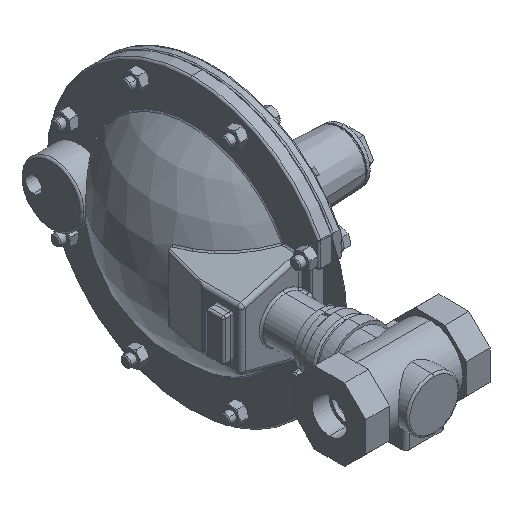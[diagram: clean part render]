
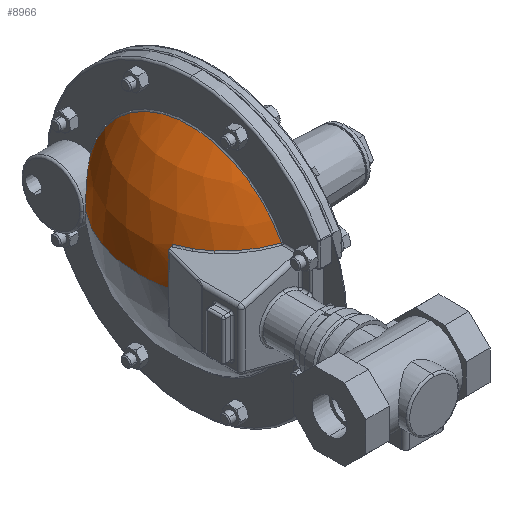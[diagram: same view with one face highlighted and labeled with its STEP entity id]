
A CAD part, isometric view. The second image highlights one B-rep face of the part: STEP entity #8966.
In plain terms, the highlighted spherical face has radius 101.6 mm.
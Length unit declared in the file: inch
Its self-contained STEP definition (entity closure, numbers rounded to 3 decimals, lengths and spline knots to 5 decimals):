
#72 = CARTESIAN_POINT ( 'NONE',  ( 4.64185, 8.09151, 2.57239 ) ) ;
#121 = ORIENTED_EDGE ( 'NONE', *, *, #13180, .F. ) ;
#918 = EDGE_CURVE ( 'NONE', #26020, #21569, #19105, .T. ) ;
#1595 = CARTESIAN_POINT ( 'NONE',  ( 1.54116, 11.46351, 2.58639 ) ) ;
#1704 = DIRECTION ( 'NONE',  ( 0., 0., -1. ) ) ;
#1993 = EDGE_CURVE ( 'NONE', #21569, #21719, #16912, .T. ) ;
#2116 = EDGE_CURVE ( 'NONE', #2243, #21719, #3234, .T. ) ;
#2243 = VERTEX_POINT ( 'NONE', #16723 ) ;
#2275 = ORIENTED_EDGE ( 'NONE', *, *, #1993, .T. ) ;
#2665 = AXIS2_PLACEMENT_3D ( 'NONE', #72, #4698, #1704 ) ;
#2687 = CIRCLE ( 'NONE', #20713, 3.44666 ) ;
#3234 = CIRCLE ( 'NONE', #9722, 4. ) ;
#3906 = AXIS2_PLACEMENT_3D ( 'NONE', #18323, #18382, #18450 ) ;
#4698 = DIRECTION ( 'NONE',  ( 0., -1., 0. ) ) ;
#5258 = CARTESIAN_POINT ( 'NONE',  ( 1.95115, 11.80501, 3.30221 ) ) ;
#5513 = CIRCLE ( 'NONE', #27563, 3.90973 ) ;
#5533 = CARTESIAN_POINT ( 'NONE',  ( 1.91226, 11.7747, 3.27583 ) ) ;
#5821 = CARTESIAN_POINT ( 'NONE',  ( 1.56307, 11.48299, 2.76571 ) ) ;
#5842 = CIRCLE ( 'NONE', #2665, 3.90973 ) ;
#6686 = AXIS2_PLACEMENT_3D ( 'NONE', #11247, #11281, #11212 ) ;
#7233 = CARTESIAN_POINT ( 'NONE',  ( 0.77806, 8.09151, 3.16999 ) ) ;
#7300 = ORIENTED_EDGE ( 'NONE', *, *, #9157, .F. ) ;
#7416 = CARTESIAN_POINT ( 'NONE',  ( 1.55226, 11.4734, 2.71182 ) ) ;
#7634 = CARTESIAN_POINT ( 'NONE',  ( 2.15635, 11.95885, 3.40927 ) ) ;
#7750 = CARTESIAN_POINT ( 'NONE',  ( 1.54291, 11.46507, 2.6286 ) ) ;
#8185 = SPHERICAL_SURFACE ( 'NONE', #24300, 4. ) ;
#8771 = CARTESIAN_POINT ( 'NONE',  ( 1.58594, 11.50316, 2.8443 ) ) ;
#8966 = ADVANCED_FACE ( 'NONE', ( #25662 ), #8185, .T. ) ;
#9157 = EDGE_CURVE ( 'NONE', #25743, #2243, #5513, .T. ) ;
#9220 = ORIENTED_EDGE ( 'NONE', *, *, #918, .T. ) ;
#9722 = AXIS2_PLACEMENT_3D ( 'NONE', #20816, #20823, #20850 ) ;
#9780 = DIRECTION ( 'NONE',  ( 0., 0., -1. ) ) ;
#9862 = CARTESIAN_POINT ( 'NONE',  ( 1.89308, 11.75959, 3.26183 ) ) ;
#9955 = CARTESIAN_POINT ( 'NONE',  ( 4.64185, 8.93651, 2.57239 ) ) ;
#10158 = DIRECTION ( 'NONE',  ( 0., 1., 0. ) ) ;
#10258 = CARTESIAN_POINT ( 'NONE',  ( 1.73623, 11.63204, 3.11308 ) ) ;
#10565 = CARTESIAN_POINT ( 'NONE',  ( 1.7056, 11.6063, 3.07386 ) ) ;
#11010 = EDGE_CURVE ( 'NONE', #22225, #26020, #17050, .T. ) ;
#11212 = DIRECTION ( 'NONE',  ( 1., 0., 0. ) ) ;
#11247 = CARTESIAN_POINT ( 'NONE',  ( 4.64185, 8.93651, 2.57239 ) ) ;
#11281 = DIRECTION ( 'NONE',  ( 0., 0., 1. ) ) ;
#12102 = ORIENTED_EDGE ( 'NONE', *, *, #2116, .F. ) ;
#12173 = CARTESIAN_POINT ( 'NONE',  ( 1.54116, 11.46351, 2.57239 ) ) ;
#12612 = ORIENTED_EDGE ( 'NONE', *, *, #11010, .T. ) ;
#12707 = CARTESIAN_POINT ( 'NONE',  ( 1.54814, 11.46973, 2.68445 ) ) ;
#13112 = CARTESIAN_POINT ( 'NONE',  ( 1.8017, 11.68625, 3.18526 ) ) ;
#13180 = EDGE_CURVE ( 'NONE', #18674, #25743, #5842, .T. ) ;
#14768 = CARTESIAN_POINT ( 'NONE',  ( 1.62513, 11.53744, 2.94349 ) ) ;
#16489 = EDGE_LOOP ( 'NONE', ( #12102, #7300, #121, #24792, #12612, #9220, #2275 ) ) ;
#16626 = CARTESIAN_POINT ( 'NONE',  ( 1.75217, 11.64532, 3.13176 ) ) ;
#16723 = CARTESIAN_POINT ( 'NONE',  ( 0.73212, 8.09151, 2.57239 ) ) ;
#16809 = CARTESIAN_POINT ( 'NONE',  ( 4.64185, 8.09151, 2.57239 ) ) ;
#16912 = CIRCLE ( 'NONE', #6686, 4. ) ;
#17005 = CARTESIAN_POINT ( 'NONE',  ( 0.88885, 8.09151, 3.6683 ) ) ;
#17050 = CIRCLE ( 'NONE', #3906, 3.20295 ) ;
#17537 = CARTESIAN_POINT ( 'NONE',  ( 1.58164, 11.49938, 2.83133 ) ) ;
#18323 = CARTESIAN_POINT ( 'NONE',  ( 2.24579, 8.93651, 2.57239 ) ) ;
#18382 = DIRECTION ( 'NONE',  ( -1., 0., 0. ) ) ;
#18450 = DIRECTION ( 'NONE',  ( 0., 0., -1. ) ) ;
#18526 = CARTESIAN_POINT ( 'NONE',  ( 2.07126, 11.89676, 3.37327 ) ) ;
#18557 = CARTESIAN_POINT ( 'NONE',  ( 1.59503, 11.51114, 2.86971 ) ) ;
#18674 = VERTEX_POINT ( 'NONE', #17005 ) ;
#19105 = B_SPLINE_CURVE_WITH_KNOTS ( 'NONE', 3,
 ( #23411, #7634, #18526, #25595, #5258, #5533, #9862, #25868, #13112, #16626, #10258, #10565, #25116, #27479, #14768, #23420, #18557, #8771, #17537, #22182, #5821, #7416, #12707, #20129, #7750, #26175, #1595, #12173 ),
 .UNSPECIFIED., .F., .F.,
 ( 4, 2, 2, 2, 2, 2, 2, 2, 2, 2, 2, 2, 2, 4 ),
 ( 0., 0.00847, 0.01059, 0.01271, 0.01694, 0.01906, 0.02118, 0.02541, 0.02647, 0.02753, 0.02965, 0.03176, 0.03282, 0.03388 ),
 .UNSPECIFIED. ) ;
#20129 = CARTESIAN_POINT ( 'NONE',  ( 1.54396, 11.46601, 2.64269 ) ) ;
#20713 = AXIS2_PLACEMENT_3D ( 'NONE', #28154, #28121, #28098 ) ;
#20816 = CARTESIAN_POINT ( 'NONE',  ( 4.64185, 8.93651, 2.57239 ) ) ;
#20823 = DIRECTION ( 'NONE',  ( 0., 0., -1. ) ) ;
#20850 = DIRECTION ( 'NONE',  ( 0., 1., 0. ) ) ;
#21530 = EDGE_CURVE ( 'NONE', #18674, #22225, #2687, .T. ) ;
#21569 = VERTEX_POINT ( 'NONE', #28216 ) ;
#21719 = VERTEX_POINT ( 'NONE', #27017 ) ;
#22182 = CARTESIAN_POINT ( 'NONE',  ( 1.56975, 11.4889, 2.79221 ) ) ;
#22208 = DIRECTION ( 'NONE',  ( 0., 0., -1. ) ) ;
#22225 = VERTEX_POINT ( 'NONE', #22790 ) ;
#22790 = CARTESIAN_POINT ( 'NONE',  ( 2.24579, 6.08541, 4.03189 ) ) ;
#23411 = CARTESIAN_POINT ( 'NONE',  ( 2.24579, 12.02048, 3.43728 ) ) ;
#23420 = CARTESIAN_POINT ( 'NONE',  ( 1.59984, 11.51535, 2.88219 ) ) ;
#24300 = AXIS2_PLACEMENT_3D ( 'NONE', #9955, #9780, #10158 ) ;
#24792 = ORIENTED_EDGE ( 'NONE', *, *, #21530, .T. ) ;
#25116 = CARTESIAN_POINT ( 'NONE',  ( 1.69085, 11.59381, 3.0532 ) ) ;
#25595 = CARTESIAN_POINT ( 'NONE',  ( 1.97091, 11.82025, 3.31463 ) ) ;
#25662 = FACE_OUTER_BOUND ( 'NONE', #16489, .T. ) ;
#25743 = VERTEX_POINT ( 'NONE', #7233 ) ;
#25868 = CARTESIAN_POINT ( 'NONE',  ( 1.83701, 11.71496, 3.21759 ) ) ;
#26020 = VERTEX_POINT ( 'NONE', #27910 ) ;
#26175 = CARTESIAN_POINT ( 'NONE',  ( 1.54151, 11.46382, 2.60043 ) ) ;
#26295 = DIRECTION ( 'NONE',  ( 0., -1., 0. ) ) ;
#27017 = CARTESIAN_POINT ( 'NONE',  ( 0.64185, 8.93651, 2.57239 ) ) ;
#27479 = CARTESIAN_POINT ( 'NONE',  ( 1.64932, 11.5584, 2.98912 ) ) ;
#27563 = AXIS2_PLACEMENT_3D ( 'NONE', #16809, #26295, #22208 ) ;
#27910 = CARTESIAN_POINT ( 'NONE',  ( 2.24579, 12.02048, 3.43728 ) ) ;
#28098 = DIRECTION ( 'NONE',  ( 0.966, 0., 0.259 ) ) ;
#28121 = DIRECTION ( 'NONE',  ( -0.259, 0., 0.966 ) ) ;
#28154 = CARTESIAN_POINT ( 'NONE',  ( 4.11647, 8.93651, 4.53314 ) ) ;
#28216 = CARTESIAN_POINT ( 'NONE',  ( 1.54116, 11.46351, 2.57239 ) ) ;
